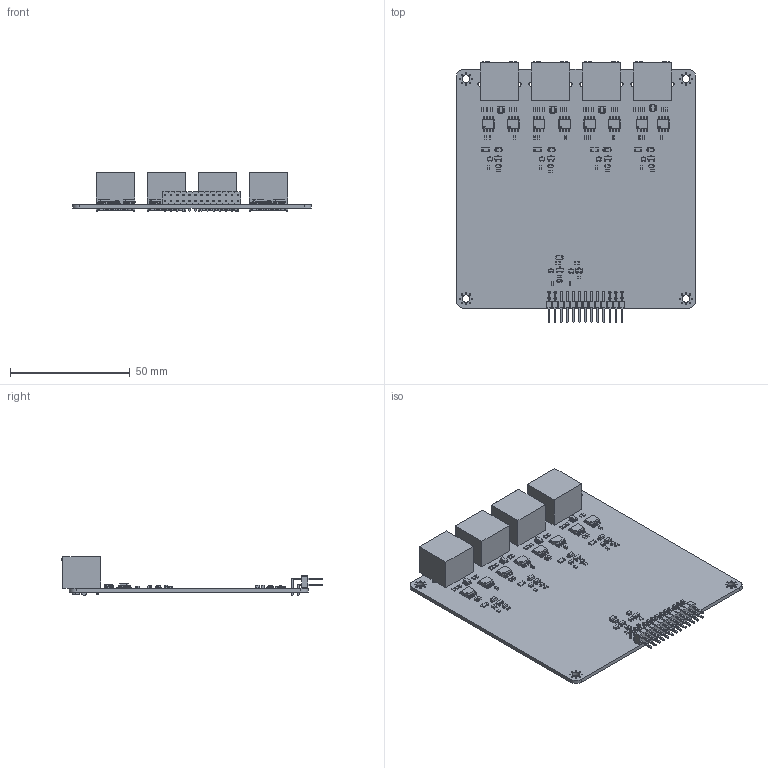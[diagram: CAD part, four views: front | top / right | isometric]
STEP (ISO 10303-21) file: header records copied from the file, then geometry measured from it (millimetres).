
FILE_DESCRIPTION(('KiCad electronic assembly'),'2;1');
FILE_NAME('rioctrl-stepdir4.step','2024-08-31T14:34:25',('Pcbnew'),( 'Kicad'),'Open CASCADE STEP processor 7.7','KiCad to STEP converter' ,'Unknown');
FILE_SCHEMA(('AUTOMOTIVE_DESIGN { 1 0 10303 214 1 1 1 1 }'));
Length unit declared in the file: millimetre
Products named in the file (28): rioctrl-stepdir4 1; R_0603_1608Metric; D_SOD-123F; D_SOD_123F; SOIC-8_3.9x4.9mm_P1.27mm; SOIC_8_39x49mm_P127mm; L_0603_1608Metric; PinHeader_2x13_P2.54mm_Horizontal; PinHeader_2x13_P254mm_Horizontal; SOT-23; SOT_23; R-RJ45R08P-C000; SOT-323_SC-70; SOT_323_SC_70; C_0805_2012Metric; C_0603_1608Metric; Fuse_1206_3216Metric; D_SOD-323; D_SOD_323; SOT-23-6; SOT_23_6; rioctrl-stepdir4_PCB
Assembly tree (103 placements, depth 3):
  rioctrl-stepdir4 1
    R_0603_1608Metric  x32
      R_0603_1608Metric
    D_SOD-123F  x5
      D_SOD_123F
    SOIC-8_3.9x4.9mm_P1.27mm  x8
      SOIC_8_39x49mm_P127mm
    L_0603_1608Metric  x4
      L_0603_1608Metric
    PinHeader_2x13_P2.54mm_Horizontal
      PinHeader_2x13_P254mm_Horizontal
    SOT-23  x6
      SOT_23
    R-RJ45R08P-C000  x4
      R-RJ45R08P-C000
    SOT-323_SC-70  x6
      SOT_323_SC_70
    C_0805_2012Metric  x2
      C_0805_2012Metric
    C_0603_1608Metric  x8
      C_0603_1608Metric
    Fuse_1206_3216Metric  x4
      Fuse_1206_3216Metric
    D_SOD-323  x5
      D_SOD_323
    SOT-23-6  x4
      SOT_23_6
    rioctrl-stepdir4_PCB
Bounding box: 100 x 109.06 x 16.1 mm (x, y, z)
Volume: 26953.4 mm3; surface area: 31207.1 mm2
Topology: 90 solids, 90 shells, 5534 faces, 13828 edges, 8640 vertices
Faces by surface type: plane 3370, cylinder 1284, bspline 880
Full cylindrical faces by diameter (mm): 0.5 x32, 0.6 x8, 0.89 x48, 1 x26, 1.8 x8, 3.2 x4, 3.25 x8
Entity records: 54305 total; most frequent: CARTESIAN_POINT 8340, ORIENTED_EDGE 7490, DIRECTION 7145, EDGE_CURVE 3745, LINE 2915, VECTOR 2915, VERTEX_POINT 2346, AXIS2_PLACEMENT_3D 2115
